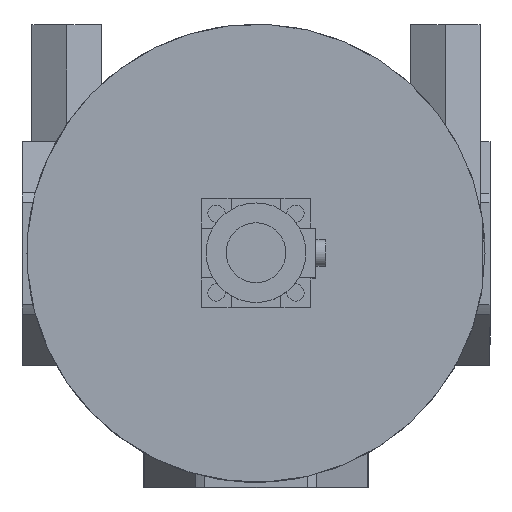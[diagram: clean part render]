
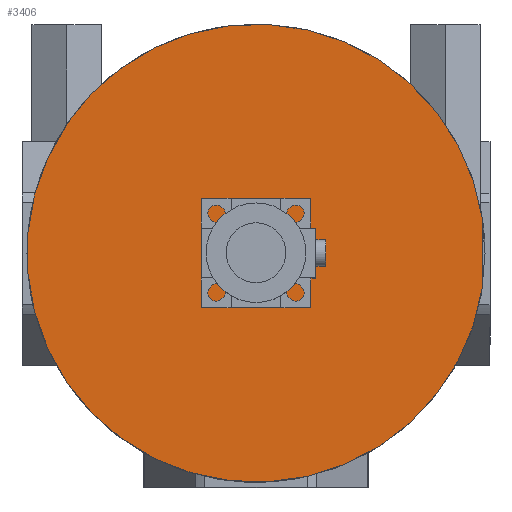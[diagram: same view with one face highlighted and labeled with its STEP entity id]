
A CAD part, top view. The second image highlights one B-rep face of the part: STEP entity #3406.
In plain terms, the highlighted face is planar.
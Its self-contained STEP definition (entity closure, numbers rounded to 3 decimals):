
#3335=CARTESIAN_POINT('',(45.5,103.0,-6.764));
#3336=VERTEX_POINT('',#3335);
#3343=CARTESIAN_POINT('',(45.5,103.0,6.764));
#3344=VERTEX_POINT('',#3343);
#3345=CARTESIAN_POINT('',(45.5,103.0,6.764));
#3346=DIRECTION('',(0.0,0.0,-1.0));
#3347=VECTOR('',#3346,13.527);
#3348=LINE('',#3345,#3347);
#3349=EDGE_CURVE('',#3344,#3336,#3348,.T.);
#3377=CARTESIAN_POINT('',(0.0,103.0,0.0));
#3378=DIRECTION('',(0.0,-1.0,0.0));
#3379=DIRECTION('',(1.0,0.0,0.0));
#3380=AXIS2_PLACEMENT_3D('',#3377,#3378,#3379);
#3381=CIRCLE('',#3380,46.);
#3382=EDGE_CURVE('',#3344,#3336,#3381,.T.);
#3397=CARTESIAN_POINT('',(23.,103.0,0.0));
#3398=DIRECTION('',(0.0,1.0,0.0));
#3399=DIRECTION('',(0.0,0.0,1.0));
#3400=AXIS2_PLACEMENT_3D('',#3397,#3398,#3399);
#3401=PLANE('',#3400);
#3402=ORIENTED_EDGE('',*,*,#3349,.T.);
#3403=ORIENTED_EDGE('',*,*,#3382,.F.);
#3404=EDGE_LOOP('',(#3402,#3403));
#3405=FACE_OUTER_BOUND('',#3404,.T.);
#3406=ADVANCED_FACE('',(#3405),#3401,.T.);
